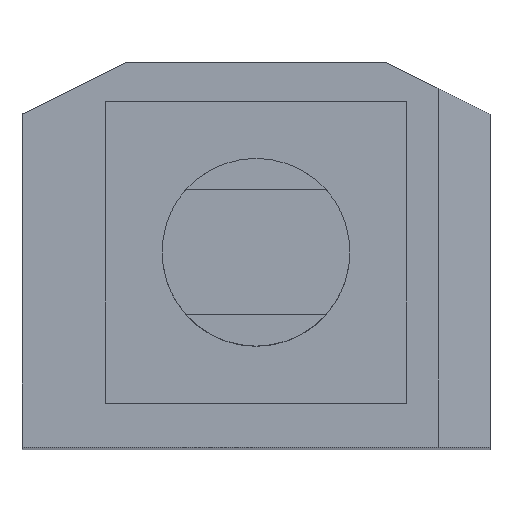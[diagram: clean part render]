
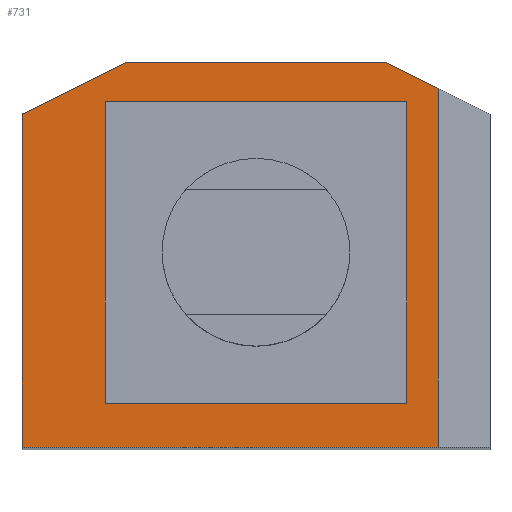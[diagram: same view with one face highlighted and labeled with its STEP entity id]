
A CAD part, top view. The second image highlights one B-rep face of the part: STEP entity #731.
In plain terms, the highlighted planar face has unit normal (0, 0, 1).
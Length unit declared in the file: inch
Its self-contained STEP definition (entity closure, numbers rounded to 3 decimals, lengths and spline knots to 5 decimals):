
#4 = VECTOR ( 'NONE', #968, 39.37008 ) ;
#53 = LINE ( 'NONE', #857, #800 ) ;
#58 = ORIENTED_EDGE ( 'NONE', *, *, #1079, .T. ) ;
#76 = EDGE_LOOP ( 'NONE', ( #476, #1178, #917, #363 ) ) ;
#83 = LINE ( 'NONE', #581, #4 ) ;
#89 = DIRECTION ( 'NONE',  ( -1., 0., 0. ) ) ;
#91 = CARTESIAN_POINT ( 'NONE',  ( 0., 0., 3.11 ) ) ;
#95 = CARTESIAN_POINT ( 'NONE',  ( -0.45, 0.37, 3.11 ) ) ;
#114 = EDGE_CURVE ( 'NONE', #824, #510, #419, .T. ) ;
#125 = CARTESIAN_POINT ( 'NONE',  ( -0.45, -0.37, 3.11 ) ) ;
#153 = VECTOR ( 'NONE', #1288, 39.37008 ) ;
#164 = FACE_BOUND ( 'NONE', #76, .T. ) ;
#167 = LINE ( 'NONE', #308, #153 ) ;
#184 = VERTEX_POINT ( 'NONE', #1054 ) ;
#186 = DIRECTION ( 'NONE',  ( 0., 0., -1. ) ) ;
#250 = DIRECTION ( 'NONE',  ( 0., -1., 0. ) ) ;
#257 = CARTESIAN_POINT ( 'NONE',  ( -0.2375, -0.2375, 3.11 ) ) ;
#302 = PLANE ( 'NONE',  #372 ) ;
#308 = CARTESIAN_POINT ( 'NONE',  ( -0.2375, -0.2375, 3.11 ) ) ;
#314 = CARTESIAN_POINT ( 'NONE',  ( 0.35, 0., 3.11 ) ) ;
#316 = VERTEX_POINT ( 'NONE', #371 ) ;
#333 = EDGE_CURVE ( 'NONE', #480, #824, #53, .T. ) ;
#335 = EDGE_CURVE ( 'NONE', #184, #1164, #83, .T. ) ;
#341 = CARTESIAN_POINT ( 'NONE',  ( 0.25, 0.37, 3.11 ) ) ;
#359 = VECTOR ( 'NONE', #433, 39.37008 ) ;
#361 = LINE ( 'NONE', #95, #941 ) ;
#363 = ORIENTED_EDGE ( 'NONE', *, *, #904, .F. ) ;
#367 = EDGE_LOOP ( 'NONE', ( #1219, #58, #777, #460, #993, #944 ) ) ;
#371 = CARTESIAN_POINT ( 'NONE',  ( -0.2375, 0.2375, 3.11 ) ) ;
#372 = AXIS2_PLACEMENT_3D ( 'NONE', #91, #186, #785 ) ;
#377 = DIRECTION ( 'NONE',  ( 0., 1., 0. ) ) ;
#404 = CARTESIAN_POINT ( 'NONE',  ( -0.2375, 0.2375, 3.11 ) ) ;
#419 = LINE ( 'NONE', #125, #552 ) ;
#433 = DIRECTION ( 'NONE',  ( -0.894, -0.447, 0. ) ) ;
#446 = EDGE_CURVE ( 'NONE', #616, #866, #863, .T. ) ;
#457 = VECTOR ( 'NONE', #1000, 39.37008 ) ;
#460 = ORIENTED_EDGE ( 'NONE', *, *, #919, .T. ) ;
#464 = EDGE_CURVE ( 'NONE', #506, #480, #718, .T. ) ;
#476 = ORIENTED_EDGE ( 'NONE', *, *, #446, .F. ) ;
#480 = VERTEX_POINT ( 'NONE', #1168 ) ;
#494 = LINE ( 'NONE', #404, #457 ) ;
#500 = DIRECTION ( 'NONE',  ( 0., -1., 0. ) ) ;
#506 = VERTEX_POINT ( 'NONE', #769 ) ;
#510 = VERTEX_POINT ( 'NONE', #667 ) ;
#552 = VECTOR ( 'NONE', #843, 39.37008 ) ;
#581 = CARTESIAN_POINT ( 'NONE',  ( 0.25, 0.37, 3.11 ) ) ;
#589 = VERTEX_POINT ( 'NONE', #257 ) ;
#616 = VERTEX_POINT ( 'NONE', #1064 ) ;
#623 = DIRECTION ( 'NONE',  ( 0., 1., 0. ) ) ;
#667 = CARTESIAN_POINT ( 'NONE',  ( 0.35, -0.37, 3.11 ) ) ;
#670 = EDGE_CURVE ( 'NONE', #316, #589, #989, .T. ) ;
#701 = CARTESIAN_POINT ( 'NONE',  ( 0.2375, 0.2375, 3.11 ) ) ;
#718 = LINE ( 'NONE', #1084, #359 ) ;
#731 = ADVANCED_FACE ( 'NONE', ( #972, #164 ), #302, .F. ) ;
#769 = CARTESIAN_POINT ( 'NONE',  ( -0.25, 0.37, 3.11 ) ) ;
#777 = ORIENTED_EDGE ( 'NONE', *, *, #335, .T. ) ;
#785 = DIRECTION ( 'NONE',  ( -1., 0., 0. ) ) ;
#800 = VECTOR ( 'NONE', #250, 39.37008 ) ;
#824 = VERTEX_POINT ( 'NONE', #1199 ) ;
#843 = DIRECTION ( 'NONE',  ( 1., 0., 0. ) ) ;
#857 = CARTESIAN_POINT ( 'NONE',  ( -0.45, -0.37, 3.11 ) ) ;
#863 = LINE ( 'NONE', #988, #1280 ) ;
#866 = VERTEX_POINT ( 'NONE', #701 ) ;
#887 = CARTESIAN_POINT ( 'NONE',  ( -0.2375, -0.2375, 3.11 ) ) ;
#904 = EDGE_CURVE ( 'NONE', #866, #316, #494, .T. ) ;
#917 = ORIENTED_EDGE ( 'NONE', *, *, #670, .F. ) ;
#919 = EDGE_CURVE ( 'NONE', #1164, #506, #361, .T. ) ;
#941 = VECTOR ( 'NONE', #89, 39.37008 ) ;
#944 = ORIENTED_EDGE ( 'NONE', *, *, #333, .T. ) ;
#968 = DIRECTION ( 'NONE',  ( -0.894, 0.447, 0. ) ) ;
#970 = EDGE_CURVE ( 'NONE', #589, #616, #167, .T. ) ;
#972 = FACE_OUTER_BOUND ( 'NONE', #367, .T. ) ;
#988 = CARTESIAN_POINT ( 'NONE',  ( 0.2375, -0.2375, 3.11 ) ) ;
#989 = LINE ( 'NONE', #887, #1116 ) ;
#990 = LINE ( 'NONE', #314, #1294 ) ;
#993 = ORIENTED_EDGE ( 'NONE', *, *, #464, .T. ) ;
#1000 = DIRECTION ( 'NONE',  ( -1., 0., 0. ) ) ;
#1054 = CARTESIAN_POINT ( 'NONE',  ( 0.35, 0.32, 3.11 ) ) ;
#1064 = CARTESIAN_POINT ( 'NONE',  ( 0.2375, -0.2375, 3.11 ) ) ;
#1079 = EDGE_CURVE ( 'NONE', #510, #184, #990, .T. ) ;
#1084 = CARTESIAN_POINT ( 'NONE',  ( -0.45, 0.27, 3.11 ) ) ;
#1116 = VECTOR ( 'NONE', #500, 39.37008 ) ;
#1164 = VERTEX_POINT ( 'NONE', #341 ) ;
#1168 = CARTESIAN_POINT ( 'NONE',  ( -0.45, 0.27, 3.11 ) ) ;
#1178 = ORIENTED_EDGE ( 'NONE', *, *, #970, .F. ) ;
#1199 = CARTESIAN_POINT ( 'NONE',  ( -0.45, -0.37, 3.11 ) ) ;
#1219 = ORIENTED_EDGE ( 'NONE', *, *, #114, .T. ) ;
#1280 = VECTOR ( 'NONE', #377, 39.37008 ) ;
#1288 = DIRECTION ( 'NONE',  ( 1., 0., 0. ) ) ;
#1294 = VECTOR ( 'NONE', #623, 39.37008 ) ;
